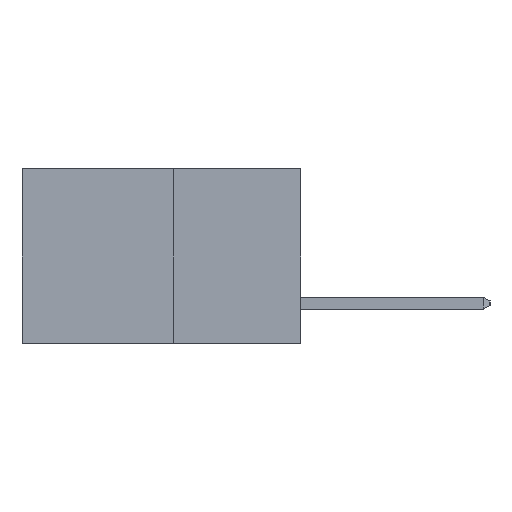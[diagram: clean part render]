
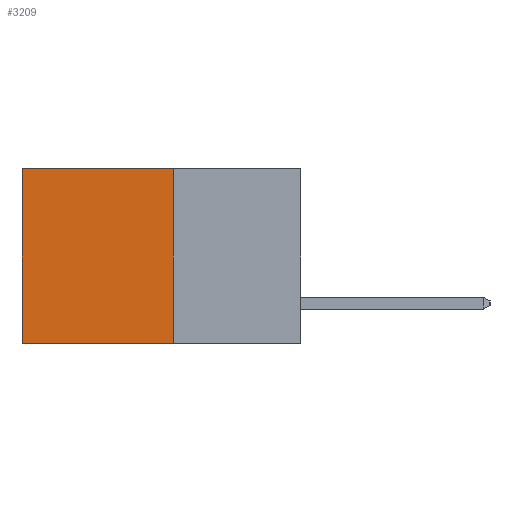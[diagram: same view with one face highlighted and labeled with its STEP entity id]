
A CAD part, left-side view. The second image highlights one B-rep face of the part: STEP entity #3209.
In plain terms, the highlighted planar face has unit normal (-1, 0, 0).
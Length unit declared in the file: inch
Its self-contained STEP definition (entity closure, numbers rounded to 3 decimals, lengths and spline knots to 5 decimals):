
#51 = DIRECTION ( 'NONE',  ( 0., 1., 0. ) ) ;
#148 = DIRECTION ( 'NONE',  ( 0., 0., -1. ) ) ;
#180 = CARTESIAN_POINT ( 'NONE',  ( 0.277, 0.59, -0.37 ) ) ;
#369 = CARTESIAN_POINT ( 'NONE',  ( 0.277, 0.27, -0.37 ) ) ;
#393 = CARTESIAN_POINT ( 'NONE',  ( 0.277, 0.59, -0.37 ) ) ;
#500 = VECTOR ( 'NONE', #148, 39.37008 ) ;
#879 = VERTEX_POINT ( 'NONE', #3247 ) ;
#1153 = DIRECTION ( 'NONE',  ( 0., 0., -1. ) ) ;
#1275 = ORIENTED_EDGE ( 'NONE', *, *, #7713, .F. ) ;
#1547 = LINE ( 'NONE', #7022, #5253 ) ;
#1567 = VECTOR ( 'NONE', #1153, 39.37008 ) ;
#1873 = CARTESIAN_POINT ( 'NONE',  ( 0.277, 0.27, -0.37 ) ) ;
#1999 = CARTESIAN_POINT ( 'NONE',  ( 0.277, 0.27, 0. ) ) ;
#2165 = FACE_OUTER_BOUND ( 'NONE', #4937, .T. ) ;
#2388 = LINE ( 'NONE', #180, #500 ) ;
#2758 = EDGE_CURVE ( 'NONE', #879, #7973, #2388, .T. ) ;
#3098 = CARTESIAN_POINT ( 'NONE',  ( 0.277, 0.27, 0. ) ) ;
#3209 = ADVANCED_FACE ( 'NONE', ( #2165 ), #3802, .F. ) ;
#3247 = CARTESIAN_POINT ( 'NONE',  ( 0.277, 0.59, 0. ) ) ;
#3436 = LINE ( 'NONE', #1873, #1567 ) ;
#3481 = VERTEX_POINT ( 'NONE', #1999 ) ;
#3659 = DIRECTION ( 'NONE',  ( 0., 0., -1. ) ) ;
#3774 = DIRECTION ( 'NONE',  ( 1., 0., 0. ) ) ;
#3791 = CARTESIAN_POINT ( 'NONE',  ( 0.277, 0.27, -0.37 ) ) ;
#3802 = PLANE ( 'NONE',  #8610 ) ;
#3832 = EDGE_CURVE ( 'NONE', #3481, #879, #7919, .T. ) ;
#4937 = EDGE_LOOP ( 'NONE', ( #7982, #1275, #7675, #5554 ) ) ;
#5253 = VECTOR ( 'NONE', #51, 39.37008 ) ;
#5554 = ORIENTED_EDGE ( 'NONE', *, *, #3832, .T. ) ;
#6912 = EDGE_CURVE ( 'NONE', #3481, #7318, #3436, .T. ) ;
#7022 = CARTESIAN_POINT ( 'NONE',  ( 0.277, 0.27, -0.37 ) ) ;
#7318 = VERTEX_POINT ( 'NONE', #369 ) ;
#7675 = ORIENTED_EDGE ( 'NONE', *, *, #6912, .F. ) ;
#7713 = EDGE_CURVE ( 'NONE', #7318, #7973, #1547, .T. ) ;
#7859 = DIRECTION ( 'NONE',  ( 0., 1., 0. ) ) ;
#7919 = LINE ( 'NONE', #3098, #8139 ) ;
#7973 = VERTEX_POINT ( 'NONE', #393 ) ;
#7982 = ORIENTED_EDGE ( 'NONE', *, *, #2758, .T. ) ;
#8139 = VECTOR ( 'NONE', #7859, 39.37008 ) ;
#8610 = AXIS2_PLACEMENT_3D ( 'NONE', #3791, #3774, #3659 ) ;
